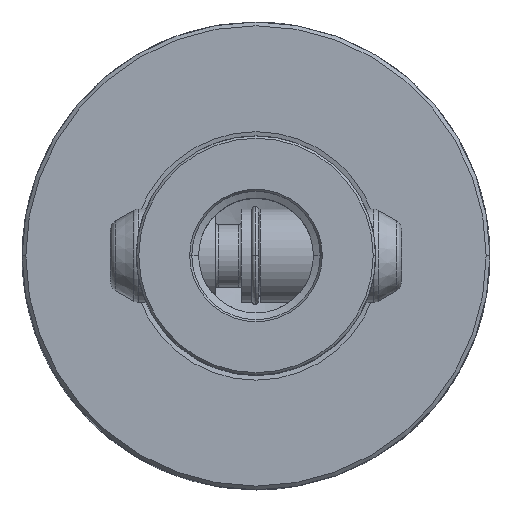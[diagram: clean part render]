
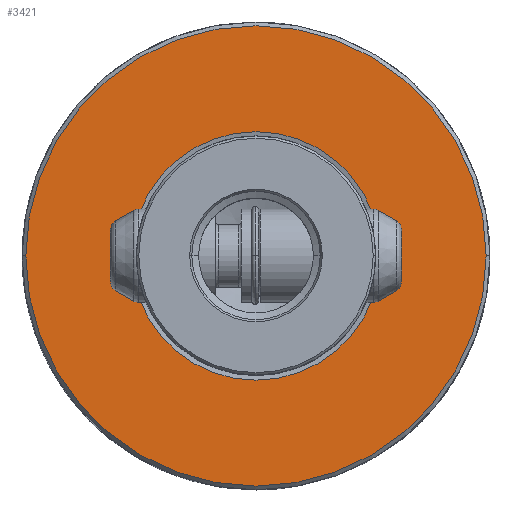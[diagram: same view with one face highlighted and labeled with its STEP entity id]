
A CAD part, top view. The second image highlights one B-rep face of the part: STEP entity #3421.
In plain terms, the highlighted planar face has unit normal (0, 0, 1).
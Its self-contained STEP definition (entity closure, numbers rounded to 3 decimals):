
#3421=ADVANCED_FACE('NONE',(#9510,#9511),#9512,.T.);
#3725=VERTEX_POINT('NONE',#9850);
#3803=EDGE_CURVE('NONE',#3725,#4141,#9943,.T.);
#4141=VERTEX_POINT('NONE',#10314);
#4179=EDGE_CURVE('NONE',#5075,#8091,#10356,.T.);
#5075=VERTEX_POINT('NONE',#11353);
#6457=EDGE_CURVE('NONE',#4141,#3725,#12880,.T.);
#7427=EDGE_CURVE('NONE',#8091,#5075,#13951,.T.);
#8091=VERTEX_POINT('NONE',#14675);
#9510=FACE_OUTER_BOUND('',#16469,.T.);
#9511=FACE_BOUND('',#16470,.T.);
#9512=PLANE('',#16471);
#9850=CARTESIAN_POINT('',(-44.275,0.,0.));
#9943=CIRCLE('',#17165,44.275);
#10314=CARTESIAN_POINT('',(44.275,0.,0.));
#10356=CIRCLE('',#17880,23.899);
#11353=CARTESIAN_POINT('',(-23.899,0.,0.));
#12880=CIRCLE('',#22184,44.275);
#13951=CIRCLE('',#24011,23.899);
#14675=CARTESIAN_POINT('',(23.899,0.,0.));
#16469=EDGE_LOOP('',(#27895,#27896));
#16470=EDGE_LOOP('',(#27897,#27898));
#16471=AXIS2_PLACEMENT_3D('',#27899,#27900,#27901);
#17165=AXIS2_PLACEMENT_3D('',#28422,#28423,#28424);
#17880=AXIS2_PLACEMENT_3D('',#28855,#28856,#28857);
#22184=AXIS2_PLACEMENT_3D('',#31737,#31738,#31739);
#24011=AXIS2_PLACEMENT_3D('',#32948,#32949,#32950);
#27895=ORIENTED_EDGE('',*,*,#3803,.T.);
#27896=ORIENTED_EDGE('',*,*,#6457,.T.);
#27897=ORIENTED_EDGE('',*,*,#7427,.F.);
#27898=ORIENTED_EDGE('',*,*,#4179,.F.);
#27899=CARTESIAN_POINT('',(45.0,0.0,0.));
#27900=DIRECTION('',(0.0,0.0,1.0));
#27901=DIRECTION('',(0.0,-1.0,0.0));
#28422=CARTESIAN_POINT('',(0.,0.,0.));
#28423=DIRECTION('',(0.0,0.0,1.0));
#28424=DIRECTION('',(0.0,-1.0,0.0));
#28855=CARTESIAN_POINT('',(0.,0.,0.));
#28856=DIRECTION('',(0.0,0.0,1.0));
#28857=DIRECTION('',(0.0,-1.0,0.0));
#31737=CARTESIAN_POINT('',(0.,0.,0.));
#31738=DIRECTION('',(0.0,0.0,1.0));
#31739=DIRECTION('',(0.0,-1.0,0.0));
#32948=CARTESIAN_POINT('',(0.,0.,0.));
#32949=DIRECTION('',(0.0,0.0,1.0));
#32950=DIRECTION('',(0.0,-1.0,0.0));
